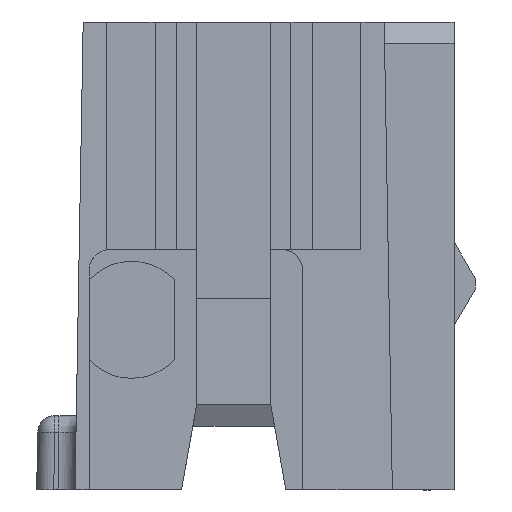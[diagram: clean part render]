
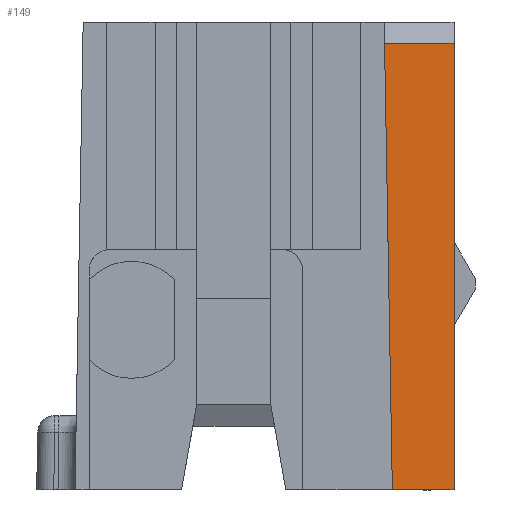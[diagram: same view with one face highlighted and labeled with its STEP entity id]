
A CAD part, left-side view. The second image highlights one B-rep face of the part: STEP entity #149.
In plain terms, the highlighted planar face has unit normal (-1, 0, 0).
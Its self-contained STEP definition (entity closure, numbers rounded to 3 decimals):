
#149=ADVANCED_FACE('',(#622),#388,.T.);
#388=PLANE('',#5090);
#622=FACE_OUTER_BOUND('',#872,.T.);
#872=EDGE_LOOP('',(#1242,#1243,#1244,#1245));
#1242=ORIENTED_EDGE('',*,*,#3117,.F.);
#1243=ORIENTED_EDGE('',*,*,#3118,.F.);
#1244=ORIENTED_EDGE('',*,*,#3112,.F.);
#1245=ORIENTED_EDGE('',*,*,#3119,.T.);
#2618=VERTEX_POINT('',#6877);
#2619=VERTEX_POINT('',#6878);
#2622=VERTEX_POINT('',#6887);
#2623=VERTEX_POINT('',#6888);
#3112=EDGE_CURVE('',#2618,#2619,#3797,.T.);
#3117=EDGE_CURVE('',#2622,#2623,#3802,.T.);
#3118=EDGE_CURVE('',#2619,#2622,#3803,.T.);
#3119=EDGE_CURVE('',#2618,#2623,#3804,.T.);
#3797=LINE('',#6876,#4458);
#3802=LINE('',#6886,#4463);
#3803=LINE('',#6889,#4464);
#3804=LINE('',#6890,#4465);
#4458=VECTOR('',#5525,1.);
#4463=VECTOR('',#5532,1.);
#4464=VECTOR('',#5533,1.);
#4465=VECTOR('',#5534,1.);
#5090=AXIS2_PLACEMENT_3D('',#6891,#5535,#5536);
#5525=DIRECTION('',(0.,0.,-1.));
#5532=DIRECTION('',(0.,0.017,1.));
#5533=DIRECTION('',(0.,1.,0.));
#5534=DIRECTION('',(0.,1.,0.));
#5535=DIRECTION('',(-1.,0.,0.));
#5536=DIRECTION('',(0.,0.,-1.));
#6876=CARTESIAN_POINT('',(-22.,-10.359,-11.3));
#6877=CARTESIAN_POINT('',(-22.,-10.359,9.7));
#6878=CARTESIAN_POINT('',(-22.,-10.359,-11.3));
#6886=CARTESIAN_POINT('',(-22.,-7.46,-11.344));
#6887=CARTESIAN_POINT('',(-22.,-7.459,-11.3));
#6888=CARTESIAN_POINT('',(-22.,-7.092,9.7));
#6889=CARTESIAN_POINT('',(-22.,-9.959,-11.3));
#6890=CARTESIAN_POINT('',(-22.,-5.618,9.7));
#6891=CARTESIAN_POINT('',(-22.,-9.959,-11.3));
